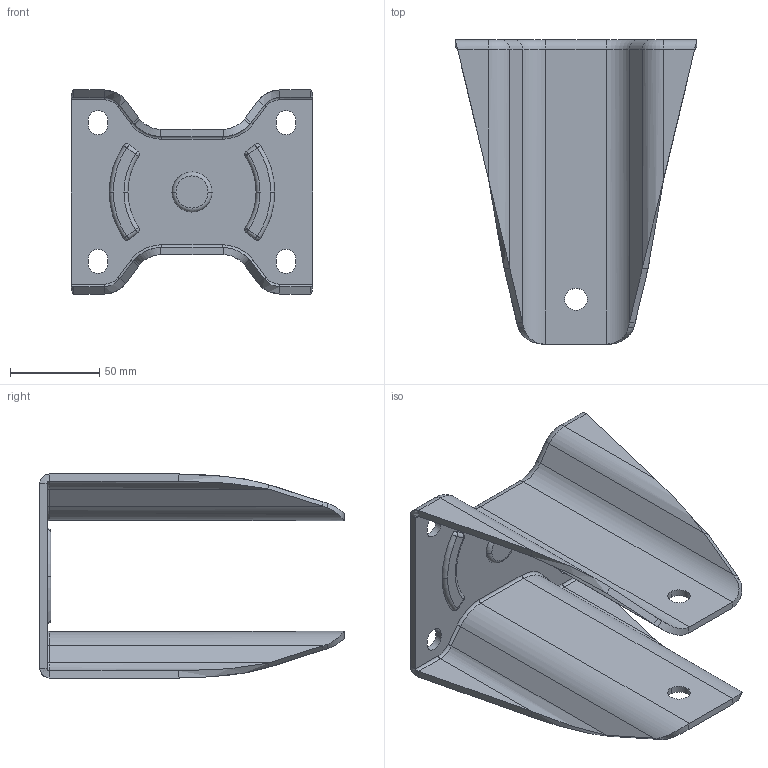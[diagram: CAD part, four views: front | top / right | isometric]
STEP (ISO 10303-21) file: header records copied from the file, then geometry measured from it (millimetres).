
FILE_DESCRIPTION (( 'STEP AP214' ), '1' );
FILE_NAME ('0019521BRL.step', '2023-02-21T11:15:43', ( '' ), ( '' ), 'SwSTEP 2.0', 'SolidWorks 2020', '' );
FILE_SCHEMA (( 'AUTOMOTIVE_DESIGN' ));
Length unit declared in the file: millimetre
Products named in the file (1): 0019521BRL
Bounding box: 135 x 170 x 114 mm (x, y, z)
Surface area: 101099.6 mm2 (no closed solid volume)
Topology: 0 solids, 1 shells, 178 faces, 445 edges, 267 vertices
Faces by surface type: cylinder 66, plane 52, torus 30, bspline 16, sphere 10, cone 4
Entity records: 6533 total; most frequent: CARTESIAN_POINT 2345, DIRECTION 904, ORIENTED_EDGE 854, EDGE_CURVE 437, AXIS2_PLACEMENT_3D 360, VERTEX_POINT 263, CIRCLE 197, EDGE_LOOP 196
